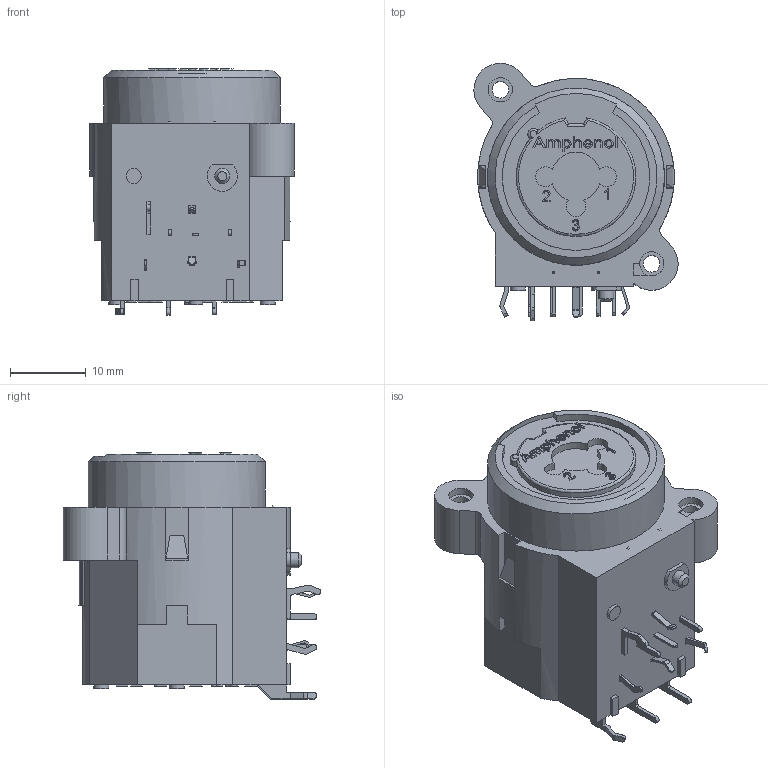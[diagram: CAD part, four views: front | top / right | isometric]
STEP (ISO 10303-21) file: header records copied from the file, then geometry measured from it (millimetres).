
FILE_DESCRIPTION(/* description */ (''),/* implementation_level */ '2;1');
FILE_NAME(/* name */ 'ACJC10HL.stp',/* time_stamp */ '2026-03-31T12:15:55+11:00',/* author */ ('minh'),/* organization */ (''),/* preprocessor_version */ 'ST-DEVELOPER v19.2',/* originating_system */ 'Autodesk Inventor 2023',/* authorisation */ '');
FILE_SCHEMA (('AUTOMOTIVE_DESIGN { 1 0 10303 214 3 1 1 }'));
Length unit declared in the file: inch
Products named in the file (1): ACJC10HL simplified
Bounding box: 27 x 34 x 32.6 mm (x, y, z)
Volume: 16292.6 mm3; surface area: 4564.9 mm2
Topology: 1 solids, 1 shells, 621 faces, 1672 edges, 1111 vertices
Faces by surface type: plane 379, bspline 158, cylinder 79, torus 3, cone 2
Full cylindrical faces by diameter (mm): 1.8 x1, 2 x5, 2.2 x2, 3.2 x4
Entity records: 20988 total; most frequent: CARTESIAN_POINT 5579, ORIENTED_EDGE 3344, DIRECTION 2471, EDGE_CURVE 1672, LINE 1157, VECTOR 1157, VERTEX_POINT 1111, EDGE_LOOP 687
